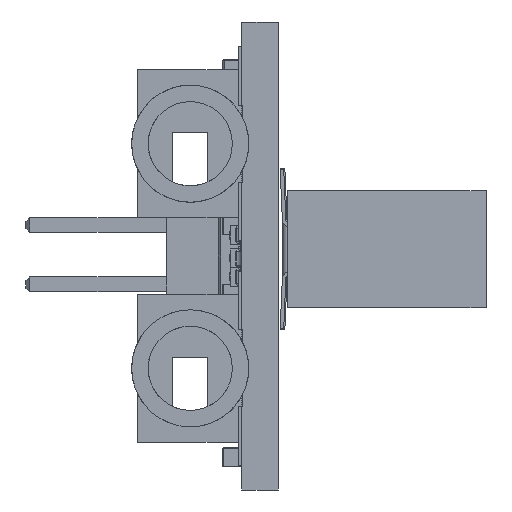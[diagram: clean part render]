
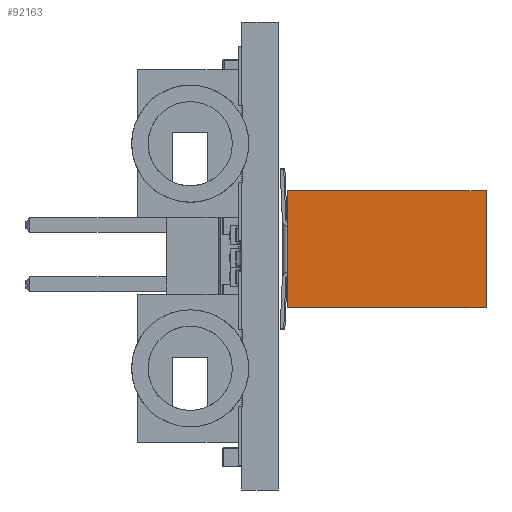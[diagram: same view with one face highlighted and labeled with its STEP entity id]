
A CAD part, left-side view. The second image highlights one B-rep face of the part: STEP entity #92163.
In plain terms, the highlighted planar face has unit normal (-1, 0, 0).
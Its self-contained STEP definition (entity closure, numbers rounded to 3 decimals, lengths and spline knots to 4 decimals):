
#7860=PLANE('',#98832);
#11157=FACE_OUTER_BOUND('',#16952,.T.);
#16952=EDGE_LOOP('',(#68067,#68068,#68069,#68070));
#25646=LINE('',#131173,#34599);
#25810=LINE('',#131502,#34763);
#25811=LINE('',#131503,#34764);
#25812=LINE('',#131504,#34765);
#34599=VECTOR('',#108572,1000.);
#34763=VECTOR('',#108738,1000.);
#34764=VECTOR('',#108739,1000.);
#34765=VECTOR('',#108740,1000.);
#43452=VERTEX_POINT('',#131171);
#43453=VERTEX_POINT('',#131172);
#43616=VERTEX_POINT('',#131500);
#43617=VERTEX_POINT('',#131501);
#52552=EDGE_CURVE('',#43452,#43453,#25646,.T.);
#52716=EDGE_CURVE('',#43616,#43617,#25810,.T.);
#52717=EDGE_CURVE('',#43453,#43617,#25811,.T.);
#52718=EDGE_CURVE('',#43452,#43616,#25812,.T.);
#68067=ORIENTED_EDGE('',*,*,#52716,.T.);
#68068=ORIENTED_EDGE('',*,*,#52717,.F.);
#68069=ORIENTED_EDGE('',*,*,#52552,.F.);
#68070=ORIENTED_EDGE('',*,*,#52718,.T.);
#92163=ADVANCED_FACE('',(#11157),#7860,.F.);
#98832=AXIS2_PLACEMENT_3D('',#131499,#108736,#108737);
#108572=DIRECTION('',(0.,1.,0.));
#108736=DIRECTION('center_axis',(1.,0.,0.));
#108737=DIRECTION('ref_axis',(0.,-1.,0.));
#108738=DIRECTION('',(0.,1.,0.));
#108739=DIRECTION('',(0.,0.,1.));
#108740=DIRECTION('',(0.,0.,1.));
#131171=CARTESIAN_POINT('',(24.0846,7.2084,-10.4429));
#131172=CARTESIAN_POINT('',(24.0846,12.2084,-10.4429));
#131173=CARTESIAN_POINT('',(24.0846,7.2084,-10.4429));
#131499=CARTESIAN_POINT('Origin',(24.0846,7.2084,-10.4429));
#131500=CARTESIAN_POINT('',(24.0846,7.2084,-1.9429));
#131501=CARTESIAN_POINT('',(24.0846,12.2084,-1.9429));
#131502=CARTESIAN_POINT('',(24.0846,7.2084,-1.9429));
#131503=CARTESIAN_POINT('',(24.0846,12.2084,-10.4429));
#131504=CARTESIAN_POINT('',(24.0846,7.2084,-10.4429));
